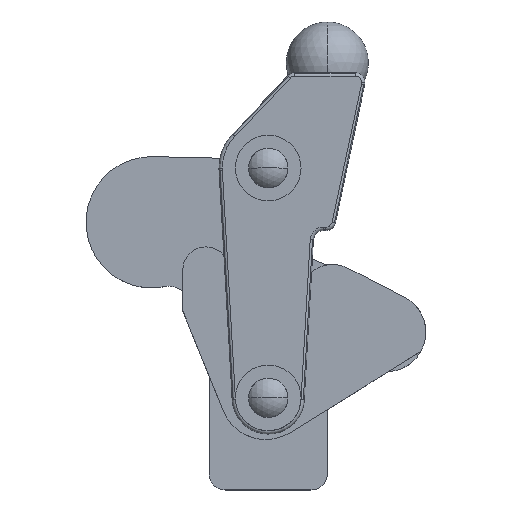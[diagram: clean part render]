
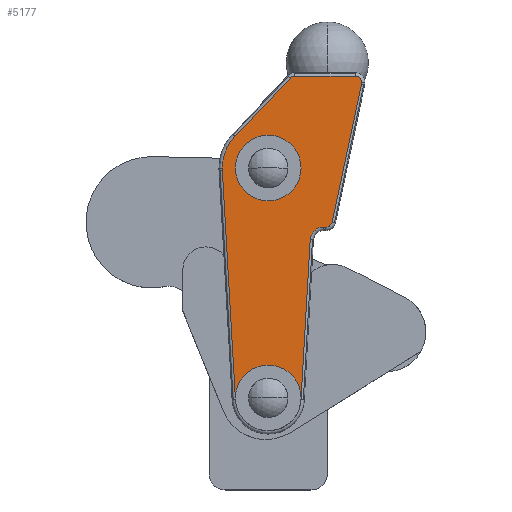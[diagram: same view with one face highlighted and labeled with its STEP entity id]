
A CAD part, top view. The second image highlights one B-rep face of the part: STEP entity #5177.
In plain terms, the highlighted planar face has unit normal (0, 0, 1).
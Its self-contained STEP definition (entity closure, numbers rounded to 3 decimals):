
#4015=AXIS2_PLACEMENT_3D('Circle Axis2P3D',#4013,#4014,$) ;
#4056=AXIS2_PLACEMENT_3D('Circle Axis2P3D',#4054,#4055,$) ;
#4165=AXIS2_PLACEMENT_3D('Circle Axis2P3D',#4163,#4164,$) ;
#4584=AXIS2_PLACEMENT_3D('Circle Axis2P3D',#4582,#4583,$) ;
#4865=AXIS2_PLACEMENT_3D('Circle Axis2P3D',#4863,#4864,$) ;
#4883=AXIS2_PLACEMENT_3D('Circle Axis2P3D',#4881,#4882,$) ;
#4964=AXIS2_PLACEMENT_3D('Circle Axis2P3D',#4962,#4963,$) ;
#5091=AXIS2_PLACEMENT_3D('Plane Axis2P3D',#5088,#5089,#5090) ;
#5124=AXIS2_PLACEMENT_3D('Circle Axis2P3D',#5122,#5123,$) ;
#5131=AXIS2_PLACEMENT_3D('Circle Axis2P3D',#5129,#5130,$) ;
#5138=AXIS2_PLACEMENT_3D('Circle Axis2P3D',#5136,#5137,$) ;
#5161=AXIS2_PLACEMENT_3D('Circle Axis2P3D',#5159,#5160,$) ;
#5170=AXIS2_PLACEMENT_3D('Circle Axis2P3D',#5168,#5169,$) ;
#3986=CARTESIAN_POINT('Vertex',(731.15,-33.983,-34.06)) ;
#3989=CARTESIAN_POINT('Line Origine',(723.429,-70.444,-34.06)) ;
#3993=CARTESIAN_POINT('Vertex',(722.256,-75.983,-34.06)) ;
#4013=CARTESIAN_POINT('Axis2P3D Location',(720.3,-75.569,-34.06)) ;
#4017=CARTESIAN_POINT('Vertex',(720.3,-77.569,-34.06)) ;
#4051=CARTESIAN_POINT('Vertex',(731.193,-33.569,-34.06)) ;
#4054=CARTESIAN_POINT('Axis2P3D Location',(729.193,-33.569,-34.06)) ;
#4160=CARTESIAN_POINT('Vertex',(729.193,-31.569,-34.06)) ;
#4163=CARTESIAN_POINT('Axis2P3D Location',(729.193,-33.569,-34.06)) ;
#4582=CARTESIAN_POINT('Axis2P3D Location',(710.885,-33.569,-34.06)) ;
#4586=CARTESIAN_POINT('Vertex',(709.434,-32.192,-34.06)) ;
#4588=CARTESIAN_POINT('Vertex',(710.885,-31.569,-34.06)) ;
#4853=CARTESIAN_POINT('Vertex',(688.753,-59.569,-34.06)) ;
#4860=CARTESIAN_POINT('Vertex',(688.776,-60.369,-34.06)) ;
#4863=CARTESIAN_POINT('Axis2P3D Location',(702.753,-59.569,-34.06)) ;
#4881=CARTESIAN_POINT('Axis2P3D Location',(702.753,-59.569,-34.06)) ;
#4885=CARTESIAN_POINT('Vertex',(692.598,-49.931,-34.06)) ;
#4959=CARTESIAN_POINT('Vertex',(719.523,-77.569,-34.06)) ;
#4962=CARTESIAN_POINT('Axis2P3D Location',(719.523,-81.569,-34.06)) ;
#4966=CARTESIAN_POINT('Vertex',(715.53,-81.34,-34.06)) ;
#5088=CARTESIAN_POINT('Axis2P3D Location',(712.108,-68.132,-34.06)) ;
#5093=CARTESIAN_POINT('Line Origine',(714.133,-105.74,-34.06)) ;
#5097=CARTESIAN_POINT('Vertex',(712.736,-130.14,-34.06)) ;
#5100=CARTESIAN_POINT('Line Origine',(719.911,-77.569,-34.06)) ;
#5105=CARTESIAN_POINT('Line Origine',(720.039,-31.569,-34.06)) ;
#5110=CARTESIAN_POINT('Line Origine',(701.016,-41.062,-34.06)) ;
#5115=CARTESIAN_POINT('Line Origine',(690.772,-95.255,-34.06)) ;
#5119=CARTESIAN_POINT('Vertex',(692.769,-130.14,-34.06)) ;
#5122=CARTESIAN_POINT('Axis2P3D Location',(702.753,-129.569,-34.06)) ;
#5126=CARTESIAN_POINT('Vertex',(692.753,-129.569,-34.06)) ;
#5129=CARTESIAN_POINT('Axis2P3D Location',(702.753,-129.569,-34.06)) ;
#5133=CARTESIAN_POINT('Vertex',(712.753,-129.569,-34.06)) ;
#5136=CARTESIAN_POINT('Axis2P3D Location',(702.753,-129.569,-34.06)) ;
#5159=CARTESIAN_POINT('Axis2P3D Location',(702.753,-59.569,-34.06)) ;
#5163=CARTESIAN_POINT('Vertex',(712.753,-59.569,-34.06)) ;
#5165=CARTESIAN_POINT('Vertex',(692.753,-59.569,-34.06)) ;
#5168=CARTESIAN_POINT('Axis2P3D Location',(702.753,-59.569,-34.06)) ;
#3990=DIRECTION('Vector Direction',(0.207,0.978,0.)) ;
#4014=DIRECTION('Axis2P3D Direction',(0.,0.,1.)) ;
#4055=DIRECTION('Axis2P3D Direction',(0.,0.,1.)) ;
#4164=DIRECTION('Axis2P3D Direction',(0.,0.,1.)) ;
#4583=DIRECTION('Axis2P3D Direction',(0.,0.,1.)) ;
#4864=DIRECTION('Axis2P3D Direction',(0.,0.,1.)) ;
#4882=DIRECTION('Axis2P3D Direction',(0.,0.,1.)) ;
#4963=DIRECTION('Axis2P3D Direction',(0.,0.,-1.)) ;
#5089=DIRECTION('Axis2P3D Direction',(0.,0.,-1.)) ;
#5090=DIRECTION('Axis2P3D XDirection',(-1.,0.,0.)) ;
#5094=DIRECTION('Vector Direction',(-0.057,-0.998,0.)) ;
#5101=DIRECTION('Vector Direction',(-1.,0.,0.)) ;
#5106=DIRECTION('Vector Direction',(1.,0.,0.)) ;
#5111=DIRECTION('Vector Direction',(0.688,0.725,0.)) ;
#5116=DIRECTION('Vector Direction',(-0.057,0.998,0.)) ;
#5123=DIRECTION('Axis2P3D Direction',(0.,0.,-1.)) ;
#5130=DIRECTION('Axis2P3D Direction',(0.,0.,-1.)) ;
#5137=DIRECTION('Axis2P3D Direction',(0.,0.,-1.)) ;
#5160=DIRECTION('Axis2P3D Direction',(0.,0.,-1.)) ;
#5169=DIRECTION('Axis2P3D Direction',(0.,0.,-1.)) ;
#3991=VECTOR('Line Direction',#3990,1.) ;
#5095=VECTOR('Line Direction',#5094,1.) ;
#5102=VECTOR('Line Direction',#5101,1.) ;
#5107=VECTOR('Line Direction',#5106,1.) ;
#5112=VECTOR('Line Direction',#5111,1.) ;
#5117=VECTOR('Line Direction',#5116,1.) ;
#5142=ORIENTED_EDGE('',*,*,#5099,.F.) ;
#5143=ORIENTED_EDGE('',*,*,#4968,.F.) ;
#5144=ORIENTED_EDGE('',*,*,#5104,.F.) ;
#5145=ORIENTED_EDGE('',*,*,#4019,.F.) ;
#5146=ORIENTED_EDGE('',*,*,#3995,.F.) ;
#5147=ORIENTED_EDGE('',*,*,#4058,.F.) ;
#5148=ORIENTED_EDGE('',*,*,#4167,.F.) ;
#5149=ORIENTED_EDGE('',*,*,#5109,.F.) ;
#5150=ORIENTED_EDGE('',*,*,#4590,.F.) ;
#5151=ORIENTED_EDGE('',*,*,#5114,.F.) ;
#5152=ORIENTED_EDGE('',*,*,#4887,.F.) ;
#5153=ORIENTED_EDGE('',*,*,#4867,.F.) ;
#5154=ORIENTED_EDGE('',*,*,#5121,.F.) ;
#5155=ORIENTED_EDGE('',*,*,#5128,.F.) ;
#5156=ORIENTED_EDGE('',*,*,#5135,.F.) ;
#5157=ORIENTED_EDGE('',*,*,#5140,.F.) ;
#5174=ORIENTED_EDGE('',*,*,#5167,.F.) ;
#5175=ORIENTED_EDGE('',*,*,#5172,.F.) ;
#5176=FACE_BOUND('',#5173,.T.) ;
#5177=ADVANCED_FACE('MODULSPANNER_TS_V_HD_1300_FM_357821',(#5158,#5176),#5092,.F.) ;
#4016=CIRCLE('generated circle',#4015,2.) ;
#4057=CIRCLE('generated circle',#4056,2.) ;
#4166=CIRCLE('generated circle',#4165,2.) ;
#4585=CIRCLE('generated circle',#4584,2.) ;
#4866=CIRCLE('generated circle',#4865,14.) ;
#4884=CIRCLE('generated circle',#4883,14.) ;
#4965=CIRCLE('generated circle',#4964,4.) ;
#5125=CIRCLE('generated circle',#5124,10.) ;
#5132=CIRCLE('generated circle',#5131,10.) ;
#5139=CIRCLE('generated circle',#5138,10.) ;
#5162=CIRCLE('generated circle',#5161,10.) ;
#5171=CIRCLE('generated circle',#5170,10.) ;
#3995=EDGE_CURVE('',#3987,#3994,#3992,.F.) ;
#4019=EDGE_CURVE('',#3994,#4018,#4016,.F.) ;
#4058=EDGE_CURVE('',#4052,#3987,#4057,.F.) ;
#4167=EDGE_CURVE('',#4161,#4052,#4166,.F.) ;
#4590=EDGE_CURVE('',#4587,#4589,#4585,.F.) ;
#4867=EDGE_CURVE('',#4861,#4854,#4866,.F.) ;
#4887=EDGE_CURVE('',#4854,#4886,#4884,.F.) ;
#4968=EDGE_CURVE('',#4960,#4967,#4965,.F.) ;
#5099=EDGE_CURVE('',#4967,#5098,#5096,.T.) ;
#5104=EDGE_CURVE('',#4018,#4960,#5103,.T.) ;
#5109=EDGE_CURVE('',#4589,#4161,#5108,.T.) ;
#5114=EDGE_CURVE('',#4886,#4587,#5113,.T.) ;
#5121=EDGE_CURVE('',#5120,#4861,#5118,.T.) ;
#5128=EDGE_CURVE('',#5127,#5120,#5125,.F.) ;
#5135=EDGE_CURVE('',#5134,#5127,#5132,.F.) ;
#5140=EDGE_CURVE('',#5098,#5134,#5139,.F.) ;
#5167=EDGE_CURVE('',#5164,#5166,#5162,.F.) ;
#5172=EDGE_CURVE('',#5166,#5164,#5171,.F.) ;
#5141=EDGE_LOOP('',(#5142,#5143,#5144,#5145,#5146,#5147,#5148,#5149,#5150,#5151,#5152,#5153,#5154,#5155,#5156,#5157)) ;
#5173=EDGE_LOOP('',(#5174,#5175)) ;
#5158=FACE_OUTER_BOUND('',#5141,.T.) ;
#3992=LINE('Line',#3989,#3991) ;
#5096=LINE('Line',#5093,#5095) ;
#5103=LINE('Line',#5100,#5102) ;
#5108=LINE('Line',#5105,#5107) ;
#5113=LINE('Line',#5110,#5112) ;
#5118=LINE('Line',#5115,#5117) ;
#5092=PLANE('Plane',#5091) ;
#3987=VERTEX_POINT('',#3986) ;
#3994=VERTEX_POINT('',#3993) ;
#4018=VERTEX_POINT('',#4017) ;
#4052=VERTEX_POINT('',#4051) ;
#4161=VERTEX_POINT('',#4160) ;
#4587=VERTEX_POINT('',#4586) ;
#4589=VERTEX_POINT('',#4588) ;
#4854=VERTEX_POINT('',#4853) ;
#4861=VERTEX_POINT('',#4860) ;
#4886=VERTEX_POINT('',#4885) ;
#4960=VERTEX_POINT('',#4959) ;
#4967=VERTEX_POINT('',#4966) ;
#5098=VERTEX_POINT('',#5097) ;
#5120=VERTEX_POINT('',#5119) ;
#5127=VERTEX_POINT('',#5126) ;
#5134=VERTEX_POINT('',#5133) ;
#5164=VERTEX_POINT('',#5163) ;
#5166=VERTEX_POINT('',#5165) ;
